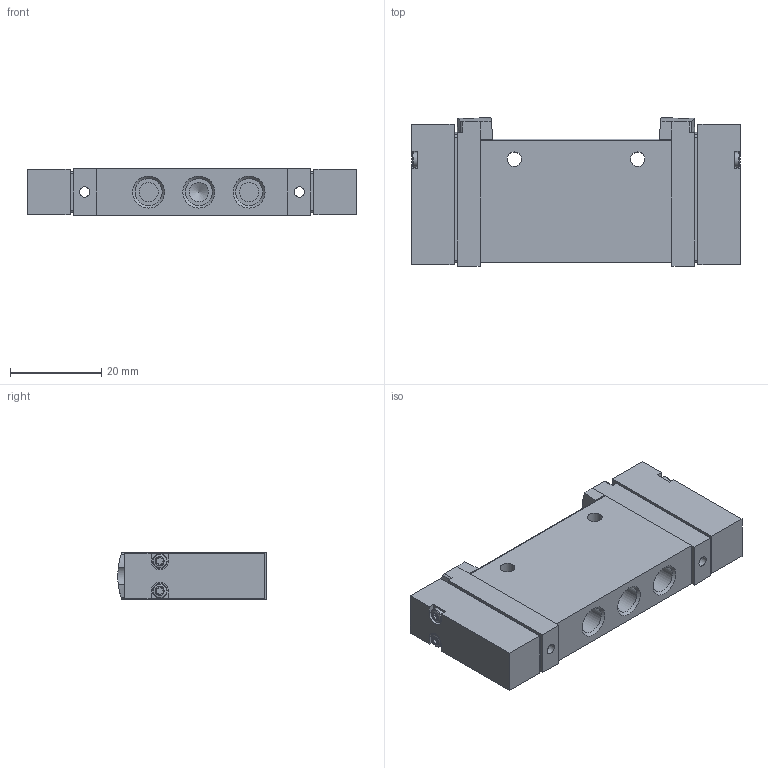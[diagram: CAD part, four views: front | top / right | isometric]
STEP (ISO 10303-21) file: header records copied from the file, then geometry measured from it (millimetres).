
FILE_DESCRIPTION(/* description */ ('STEP AP214'),/* implementation_level */ '2;1');
FILE_NAME(/* name */ '574256_VUWG-L10-T32U-M-M7',/* time_stamp */ '2024-09-17T21:38:15+02:00',/* author */ ('License CC BY-ND 4.0'),/* organization */ ('CADENAS'),/* preprocessor_version */ 'ST-DEVELOPER v19.3',/* originating_system */ 'PARTsolutions',/* authorisation */ ' ');
FILE_SCHEMA (('AUTOMOTIVE_DESIGN {1 0 10303 214 3 1 1}'));
Length unit declared in the file: millimetre
Products named in the file (2): 574256 VUWG-L10-T32U-M-M7; 571755 VUWG-L10-T32U-M-M7---(G)
Assembly tree (1 placements, depth 2):
  574256 VUWG-L10-T32U-M-M7
    571755 VUWG-L10-T32U-M-M7---(G)
Bounding box: 72 x 32.5 x 10.25 mm (x, y, z)
Volume: 19048.2 mm3; surface area: 8580.7 mm2
Topology: 1 solids, 1 shells, 373 faces, 999 edges, 653 vertices
Faces by surface type: cylinder 192, plane 157, cone 12, torus 8, sphere 4
Full cylindrical faces by diameter (mm): 3 x2, 3.2 x6, 4.134 x2, 4.2 x3, 5.917 x5
Entity records: 11625 total; most frequent: DIRECTION 2142, CARTESIAN_POINT 2028, ORIENTED_EDGE 1898, EDGE_CURVE 949, AXIS2_PLACEMENT_3D 828, VERTEX_POINT 648, LINE 486, VECTOR 486
